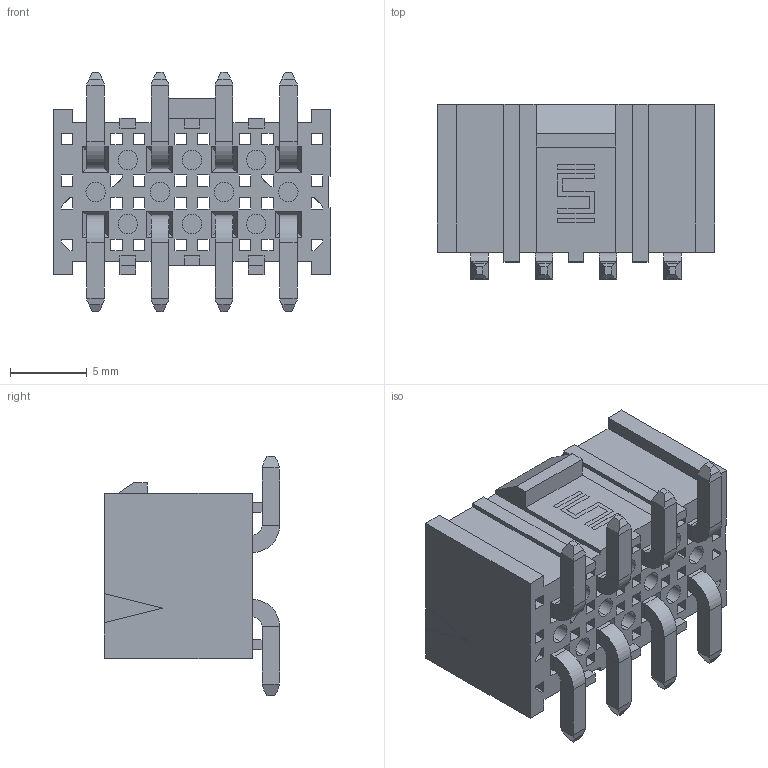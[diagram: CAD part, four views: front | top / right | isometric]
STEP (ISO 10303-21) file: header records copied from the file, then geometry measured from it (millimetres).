
FILE_DESCRIPTION (( 'STEP AP203' ), '1' );
FILE_NAME ('IPBT-104-H2-X-D.step', '2005-12-28T12:53:00', ( ' ' ), ( ' ' ), 'SwSTEP 2.0', 'SolidWorks 2005235', '' );
FILE_SCHEMA (( 'CONFIG_CONTROL_DESIGN' ));
Length unit declared in the file: inch
Products named in the file (3): IPBT-XX-D-XX_Vertical (8 pos); T-1S55-X_SMT; IPBT-104-H2-X-D
Assembly tree (9 placements, depth 2):
  IPBT-104-H2-X-D
    T-1S55-X_SMT  x8
    IPBT-XX-D-XX_Vertical (8 pos)
Bounding box: 18.1 x 11.43 x 15.62 mm (x, y, z)
Volume: 939.5 mm3; surface area: 2736.5 mm2
Topology: 9 solids, 9 shells, 666 faces, 1707 edges, 1048 vertices
Faces by surface type: plane 630, cylinder 36
Entity records: 14950 total; most frequent: CARTESIAN_POINT 2523, ORIENTED_EDGE 2518, DIRECTION 2295, EDGE_CURVE 1259, VECTOR 1215, LINE 1215, VERTEX_POINT 768, EDGE_LOOP 553
